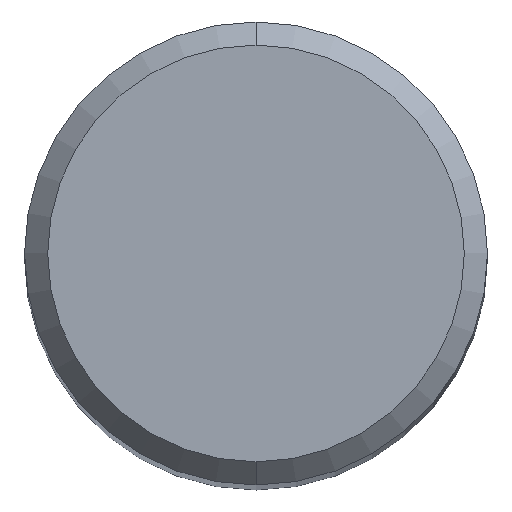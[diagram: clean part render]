
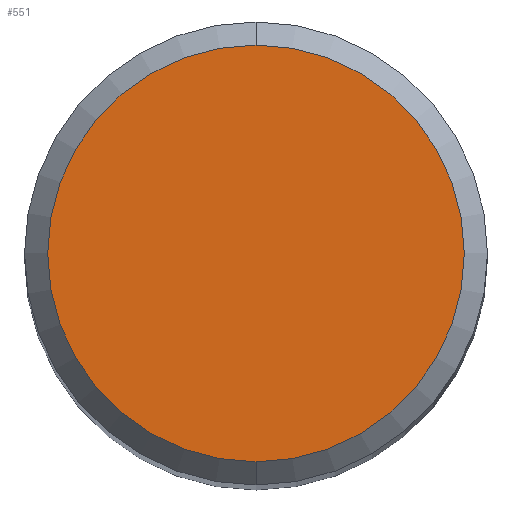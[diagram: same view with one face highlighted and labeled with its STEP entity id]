
A CAD part, top view. The second image highlights one B-rep face of the part: STEP entity #551.
In plain terms, the highlighted planar face has unit normal (0, 0, 1).
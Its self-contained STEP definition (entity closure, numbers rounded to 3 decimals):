
#515=VERTEX_POINT('',#1106);
#551=ADVANCED_FACE('',(#1144),#1145,.T.);
#571=VERTEX_POINT('',#1165);
#697=EDGE_CURVE('',#515,#571,#1304,.T.);
#721=EDGE_CURVE('',#571,#515,#1331,.T.);
#1106=CARTESIAN_POINT('',(0.,-3.6,0.0));
#1144=FACE_OUTER_BOUND('',#2944,.T.);
#1145=PLANE('',#2945);
#1165=CARTESIAN_POINT('',(0.0,3.6,0.0));
#1304=CIRCLE('',#4036,3.6);
#1331=CIRCLE('',#4125,3.6);
#2944=EDGE_LOOP('',(#6163,#6164));
#2945=AXIS2_PLACEMENT_3D('',#6165,#6166,#6167);
#4036=AXIS2_PLACEMENT_3D('',#6311,#6312,#6313);
#4125=AXIS2_PLACEMENT_3D('',#6346,#6347,#6348);
#6163=ORIENTED_EDGE('',*,*,#721,.F.);
#6164=ORIENTED_EDGE('',*,*,#697,.F.);
#6165=CARTESIAN_POINT('',(0.0,1.8,0.0));
#6166=DIRECTION('',(-0.0,0.0,1.0));
#6167=DIRECTION('',(0.0,-1.0,0.0));
#6311=CARTESIAN_POINT('',(0.0,0.0,0.0));
#6312=DIRECTION('',(0.0,0.0,-1.0));
#6313=DIRECTION('',(0.0,1.0,0.0));
#6346=CARTESIAN_POINT('',(0.0,0.0,0.0));
#6347=DIRECTION('',(0.0,0.0,-1.0));
#6348=DIRECTION('',(0.0,1.0,0.0));
